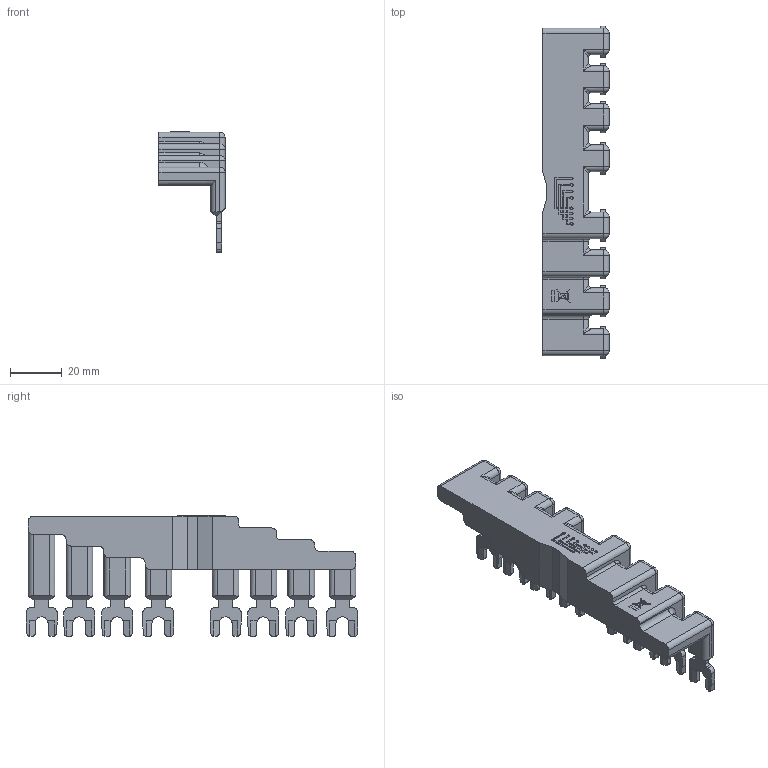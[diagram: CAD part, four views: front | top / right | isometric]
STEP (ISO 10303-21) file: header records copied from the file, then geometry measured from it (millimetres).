
FILE_DESCRIPTION(/* description */ (''),/* implementation_level */ '2;1');
FILE_NAME(/* name */ 'FILE_STP_CAD_DRAWING_3D_BFX3271_prt.stp',/* time_stamp */ '2025-01-31T11:18:03+01:00',/* author */ (''),/* organization */ (''),/* preprocessor_version */ 'ST-DEVELOPER v16.7',/* originating_system */ 'SIEMENS PLM Software NX 12.0',/* authorisation */ '');
FILE_SCHEMA (('AUTOMOTIVE_DESIGN { 1 0 10303 214 3 1 1 1 }'));
Length unit declared in the file: millimetre
Products named in the file (1): 3D_BFX3271
Bounding box: 25.5 x 128.1 x 46.5 mm (x, y, z)
Surface area: 19434.9 mm2 (no closed solid volume)
Topology: 0 solids, 11 shells, 548 faces, 1765 edges, 1191 vertices
Faces by surface type: plane 338, cylinder 179, sphere 16, bspline 12, torus 3
Entity records: 19609 total; most frequent: CARTESIAN_POINT 3899, DIRECTION 3256, ORIENTED_EDGE 3187, EDGE_CURVE 1737, LINE 1266, VECTOR 1266, VERTEX_POINT 1190, AXIS2_PLACEMENT_3D 995
